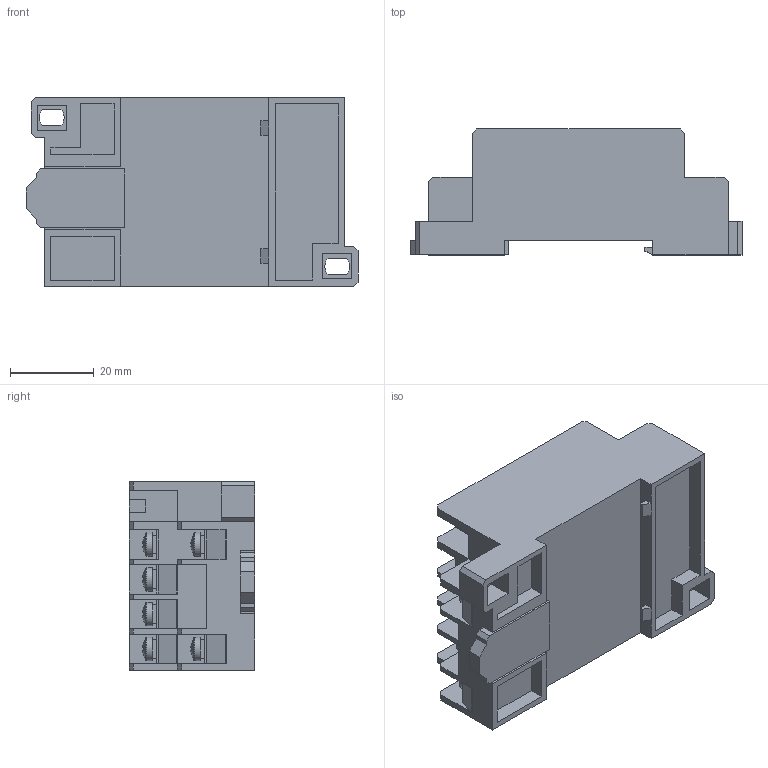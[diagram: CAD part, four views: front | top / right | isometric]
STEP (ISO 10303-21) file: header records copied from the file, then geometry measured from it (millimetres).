
FILE_DESCRIPTION (( 'STEP AP203' ), '1' );
FILE_NAME ('RRP10D-RRM-4 Ðàçúåì ÐÐÌ77-4(PTF14A) äëÿ ÐÝÊ77-4(LY4) ìîäóëüíûé ÈÝÊ.STEP', '2017-10-20T12:44:47', ( '' ), ( '' ), 'SwSTEP 2.0', 'SolidWorks 2014', '' );
FILE_SCHEMA (( 'CONFIG_CONTROL_DESIGN' ));
Length unit declared in the file: millimetre
Products named in the file (1): RRP10D-RRM-4 Ðàçúåì ÐÐÌ77-4(PTF14A) äëÿ ÐÝÊ77-4(LY4) ìîäóëüíûé ÈÝÊ
Bounding box: 79.2 x 30 x 45 mm (x, y, z)
Volume: 66001.5 mm3; surface area: 19439.6 mm2
Topology: 1 solids, 7 shells, 974 faces, 2507 edges, 1566 vertices
Faces by surface type: plane 755, cone 126, cylinder 37, sphere 28, torus 28
Full cylindrical faces by diameter (mm): 4 x6, 5.6 x14
Entity records: 29026 total; most frequent: CARTESIAN_POINT 5730, ORIENTED_EDGE 4878, DIRECTION 4771, EDGE_CURVE 2439, LINE 1609, VECTOR 1609, AXIS2_PLACEMENT_3D 1581, VERTEX_POINT 1532
